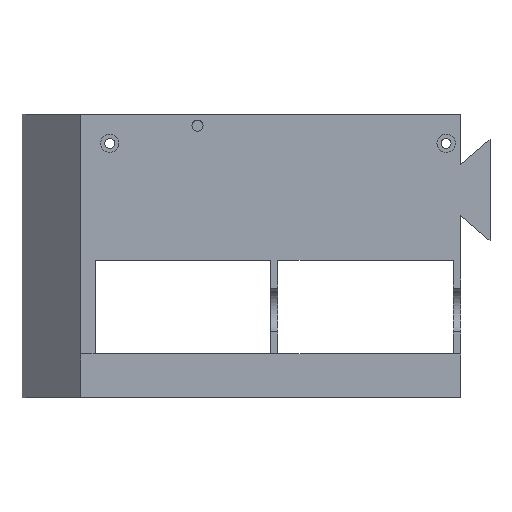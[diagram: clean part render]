
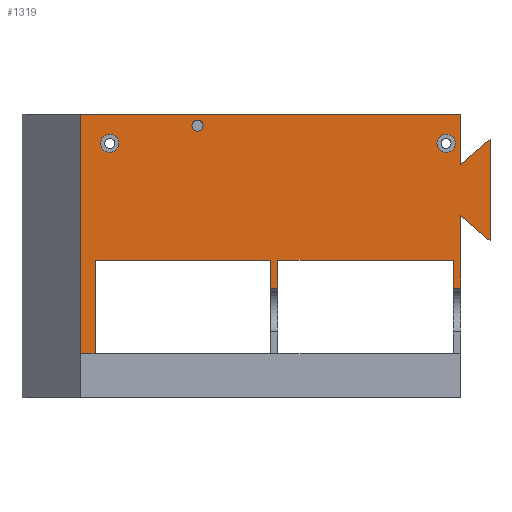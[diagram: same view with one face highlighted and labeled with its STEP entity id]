
A CAD part, top view. The second image highlights one B-rep face of the part: STEP entity #1319.
In plain terms, the highlighted planar face has unit normal (0, 0, 1).
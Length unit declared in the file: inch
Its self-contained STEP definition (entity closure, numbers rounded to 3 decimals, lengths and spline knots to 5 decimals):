
#42=FACE_BOUND('',#189,.T.);
#43=FACE_BOUND('',#190,.T.);
#44=FACE_BOUND('',#191,.T.);
#60=CIRCLE('',#1414,0.095);
#61=CIRCLE('',#1415,0.1575);
#62=CIRCLE('',#1416,0.1575);
#107=FACE_OUTER_BOUND('',#188,.T.);
#188=EDGE_LOOP('',(#927,#928,#929,#930,#931,#932,#933,#934,#935,#936,#937,
#938,#939,#940,#941,#942));
#189=EDGE_LOOP('',(#943));
#190=EDGE_LOOP('',(#944));
#191=EDGE_LOOP('',(#945));
#271=LINE('',#1914,#417);
#275=LINE('',#1923,#421);
#279=LINE('',#1930,#425);
#305=LINE('',#1987,#451);
#310=LINE('',#2002,#456);
#311=LINE('',#2003,#457);
#312=LINE('',#2005,#458);
#313=LINE('',#2007,#459);
#314=LINE('',#2009,#460);
#315=LINE('',#2011,#461);
#316=LINE('',#2013,#462);
#317=LINE('',#2015,#463);
#318=LINE('',#2017,#464);
#319=LINE('',#2019,#465);
#320=LINE('',#2021,#466);
#321=LINE('',#2022,#467);
#417=VECTOR('',#1526,0.3937);
#421=VECTOR('',#1532,0.3937);
#425=VECTOR('',#1538,0.3937);
#451=VECTOR('',#1576,0.3937);
#456=VECTOR('',#1587,0.3937);
#457=VECTOR('',#1588,0.3937);
#458=VECTOR('',#1589,0.3937);
#459=VECTOR('',#1590,0.3937);
#460=VECTOR('',#1591,0.3937);
#461=VECTOR('',#1592,0.3937);
#462=VECTOR('',#1593,0.3937);
#463=VECTOR('',#1594,0.3937);
#464=VECTOR('',#1595,0.3937);
#465=VECTOR('',#1596,0.3937);
#466=VECTOR('',#1597,0.3937);
#467=VECTOR('',#1598,0.3937);
#563=VERTEX_POINT('',#1912);
#564=VERTEX_POINT('',#1913);
#567=VERTEX_POINT('',#1921);
#568=VERTEX_POINT('',#1922);
#593=VERTEX_POINT('',#1981);
#595=VERTEX_POINT('',#1985);
#602=VERTEX_POINT('',#2001);
#603=VERTEX_POINT('',#2004);
#604=VERTEX_POINT('',#2006);
#605=VERTEX_POINT('',#2008);
#606=VERTEX_POINT('',#2010);
#607=VERTEX_POINT('',#2012);
#608=VERTEX_POINT('',#2014);
#609=VERTEX_POINT('',#2016);
#610=VERTEX_POINT('',#2018);
#611=VERTEX_POINT('',#2020);
#612=VERTEX_POINT('',#2023);
#613=VERTEX_POINT('',#2025);
#614=VERTEX_POINT('',#2027);
#688=EDGE_CURVE('',#563,#564,#271,.T.);
#692=EDGE_CURVE('',#567,#568,#275,.T.);
#696=EDGE_CURVE('',#567,#563,#279,.T.);
#724=EDGE_CURVE('',#595,#593,#305,.T.);
#731=EDGE_CURVE('',#602,#564,#310,.T.);
#732=EDGE_CURVE('',#568,#593,#311,.T.);
#733=EDGE_CURVE('',#595,#603,#312,.T.);
#734=EDGE_CURVE('',#604,#603,#313,.T.);
#735=EDGE_CURVE('',#604,#605,#314,.T.);
#736=EDGE_CURVE('',#605,#606,#315,.T.);
#737=EDGE_CURVE('',#606,#607,#316,.T.);
#738=EDGE_CURVE('',#608,#607,#317,.T.);
#739=EDGE_CURVE('',#608,#609,#318,.T.);
#740=EDGE_CURVE('',#609,#610,#319,.T.);
#741=EDGE_CURVE('',#610,#611,#320,.T.);
#742=EDGE_CURVE('',#602,#611,#321,.T.);
#743=EDGE_CURVE('',#612,#612,#60,.T.);
#744=EDGE_CURVE('',#613,#613,#61,.T.);
#745=EDGE_CURVE('',#614,#614,#62,.T.);
#927=ORIENTED_EDGE('',*,*,#731,.T.);
#928=ORIENTED_EDGE('',*,*,#688,.F.);
#929=ORIENTED_EDGE('',*,*,#696,.F.);
#930=ORIENTED_EDGE('',*,*,#692,.T.);
#931=ORIENTED_EDGE('',*,*,#732,.T.);
#932=ORIENTED_EDGE('',*,*,#724,.F.);
#933=ORIENTED_EDGE('',*,*,#733,.T.);
#934=ORIENTED_EDGE('',*,*,#734,.F.);
#935=ORIENTED_EDGE('',*,*,#735,.T.);
#936=ORIENTED_EDGE('',*,*,#736,.T.);
#937=ORIENTED_EDGE('',*,*,#737,.T.);
#938=ORIENTED_EDGE('',*,*,#738,.F.);
#939=ORIENTED_EDGE('',*,*,#739,.T.);
#940=ORIENTED_EDGE('',*,*,#740,.T.);
#941=ORIENTED_EDGE('',*,*,#741,.T.);
#942=ORIENTED_EDGE('',*,*,#742,.F.);
#943=ORIENTED_EDGE('',*,*,#743,.F.);
#944=ORIENTED_EDGE('',*,*,#744,.F.);
#945=ORIENTED_EDGE('',*,*,#745,.F.);
#1265=PLANE('',#1413);
#1319=ADVANCED_FACE('',(#107,#42,#43,#44),#1265,.T.);
#1413=AXIS2_PLACEMENT_3D('',#2000,#1585,#1586);
#1414=AXIS2_PLACEMENT_3D('',#2024,#1599,#1600);
#1415=AXIS2_PLACEMENT_3D('',#2026,#1601,#1602);
#1416=AXIS2_PLACEMENT_3D('',#2028,#1603,#1604);
#1526=DIRECTION('',(-0.756,0.655,0.));
#1532=DIRECTION('',(-0.756,-0.655,0.));
#1538=DIRECTION('',(0.,-1.,0.));
#1576=DIRECTION('',(1.,0.,0.));
#1585=DIRECTION('center_axis',(0.,0.,1.));
#1586=DIRECTION('ref_axis',(1.,0.,0.));
#1587=DIRECTION('',(0.,1.,0.));
#1588=DIRECTION('',(0.,1.,0.));
#1589=DIRECTION('',(0.,-1.,0.));
#1590=DIRECTION('',(-1.,0.,0.));
#1591=DIRECTION('',(0.,1.,0.));
#1592=DIRECTION('',(1.,0.,0.));
#1593=DIRECTION('',(0.,-1.,0.));
#1594=DIRECTION('',(-1.,0.,0.));
#1595=DIRECTION('',(0.,1.,0.));
#1596=DIRECTION('',(1.,0.,0.));
#1597=DIRECTION('',(0.,-1.,0.));
#1598=DIRECTION('',(-1.,0.,0.));
#1599=DIRECTION('center_axis',(0.,0.,1.));
#1600=DIRECTION('ref_axis',(-1.,0.,0.));
#1601=DIRECTION('center_axis',(0.,0.,1.));
#1602=DIRECTION('ref_axis',(-1.,0.,0.));
#1603=DIRECTION('center_axis',(0.,0.,1.));
#1604=DIRECTION('ref_axis',(-1.,0.,0.));
#1912=CARTESIAN_POINT('',(7.,0.43333,4.));
#1913=CARTESIAN_POINT('',(6.5,0.86667,4.));
#1914=CARTESIAN_POINT('',(7.,0.43333,4.));
#1921=CARTESIAN_POINT('',(7.,2.16667,4.));
#1922=CARTESIAN_POINT('',(6.5,1.73333,4.));
#1923=CARTESIAN_POINT('',(7.,2.16667,4.));
#1930=CARTESIAN_POINT('',(7.,2.16667,4.));
#1981=CARTESIAN_POINT('',(6.5,2.6,4.));
#1985=CARTESIAN_POINT('',(0.,2.6,4.));
#1987=CARTESIAN_POINT('',(0.,2.6,4.));
#2000=CARTESIAN_POINT('Origin',(12.,0.3,4.));
#2001=CARTESIAN_POINT('',(6.5,-0.375,4.));
#2002=CARTESIAN_POINT('',(6.5,1.6,4.));
#2003=CARTESIAN_POINT('',(6.5,1.6,4.));
#2004=CARTESIAN_POINT('',(0.,-1.5,4.));
#2005=CARTESIAN_POINT('',(0.,1.45,4.));
#2006=CARTESIAN_POINT('',(0.25,-1.5,4.));
#2007=CARTESIAN_POINT('',(12.,-1.5,4.));
#2008=CARTESIAN_POINT('',(0.25,0.1,4.));
#2009=CARTESIAN_POINT('',(0.25,1.6,4.));
#2010=CARTESIAN_POINT('',(3.25,0.1,4.));
#2011=CARTESIAN_POINT('',(0.25,0.1,4.));
#2012=CARTESIAN_POINT('',(3.25,-0.375,4.));
#2013=CARTESIAN_POINT('',(3.25,1.6,4.));
#2014=CARTESIAN_POINT('',(3.375,-0.375,4.));
#2015=CARTESIAN_POINT('',(7.625,-0.375,4.));
#2016=CARTESIAN_POINT('',(3.375,0.1,4.));
#2017=CARTESIAN_POINT('',(3.375,1.6,4.));
#2018=CARTESIAN_POINT('',(6.375,0.1,4.));
#2019=CARTESIAN_POINT('',(0.25,0.1,4.));
#2020=CARTESIAN_POINT('',(6.375,-0.375,4.));
#2021=CARTESIAN_POINT('',(6.375,1.6,4.));
#2022=CARTESIAN_POINT('',(7.625,-0.375,4.));
#2023=CARTESIAN_POINT('',(2.095,2.4,4.));
#2024=CARTESIAN_POINT('Origin',(2.,2.4,4.));
#2025=CARTESIAN_POINT('',(0.6575,2.1,4.));
#2026=CARTESIAN_POINT('Origin',(0.5,2.1,4.));
#2027=CARTESIAN_POINT('',(6.4075,2.1,4.));
#2028=CARTESIAN_POINT('Origin',(6.25,2.1,4.));
